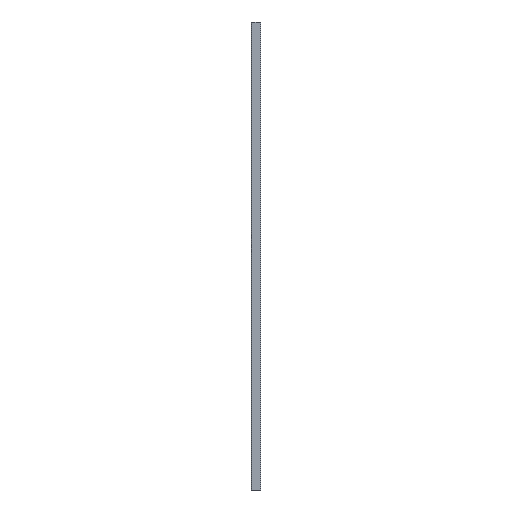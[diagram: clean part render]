
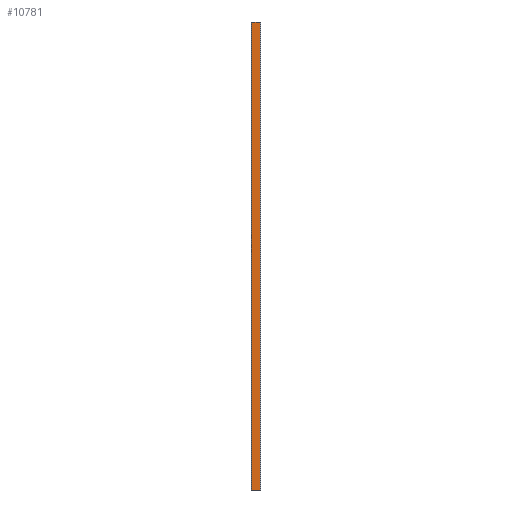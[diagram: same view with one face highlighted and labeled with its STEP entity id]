
A CAD part, left-side view. The second image highlights one B-rep face of the part: STEP entity #10781.
In plain terms, the highlighted planar face has unit normal (-1, 0, 0).
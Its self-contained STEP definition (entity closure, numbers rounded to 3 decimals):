
#368 = EDGE_CURVE ( 'NONE', #20712, #10816, #16781, .T. ) ;
#1063 = CARTESIAN_POINT ( 'NONE',  ( -12., 8., 400. ) ) ;
#1084 = CARTESIAN_POINT ( 'NONE',  ( -12., 0.5, 0. ) ) ;
#1460 = VERTEX_POINT ( 'NONE', #8807 ) ;
#2317 = ORIENTED_EDGE ( 'NONE', *, *, #368, .F. ) ;
#3966 = CARTESIAN_POINT ( 'NONE',  ( -12., 7.5, 400. ) ) ;
#4012 = EDGE_CURVE ( 'NONE', #1460, #15516, #9868, .T. ) ;
#4279 = VECTOR ( 'NONE', #4825, 1000. ) ;
#4770 = DIRECTION ( 'NONE',  ( 0., 0., -1. ) ) ;
#4825 = DIRECTION ( 'NONE',  ( 0., -1., 0. ) ) ;
#4937 = LINE ( 'NONE', #3966, #14324 ) ;
#5855 = DIRECTION ( 'NONE',  ( 0., 0., -1. ) ) ;
#6350 = CARTESIAN_POINT ( 'NONE',  ( -12., 7.5, 400. ) ) ;
#6895 = CARTESIAN_POINT ( 'NONE',  ( -12., 8., 0. ) ) ;
#8420 = EDGE_CURVE ( 'NONE', #20712, #1460, #4937, .T. ) ;
#8717 = ORIENTED_EDGE ( 'NONE', *, *, #8420, .T. ) ;
#8807 = CARTESIAN_POINT ( 'NONE',  ( -12., 7.5, 0. ) ) ;
#9742 = DIRECTION ( 'NONE',  ( 0., 0., 1. ) ) ;
#9868 = LINE ( 'NONE', #6895, #4279 ) ;
#9877 = ORIENTED_EDGE ( 'NONE', *, *, #15805, .T. ) ;
#10781 = ADVANCED_FACE ( 'NONE', ( #19571 ), #15947, .F. ) ;
#10816 = VERTEX_POINT ( 'NONE', #14207 ) ;
#13387 = EDGE_LOOP ( 'NONE', ( #14197, #9877, #2317, #8717 ) ) ;
#14197 = ORIENTED_EDGE ( 'NONE', *, *, #4012, .T. ) ;
#14207 = CARTESIAN_POINT ( 'NONE',  ( -12., 0.5, 400. ) ) ;
#14324 = VECTOR ( 'NONE', #5855, 1000. ) ;
#15068 = VECTOR ( 'NONE', #9742, 1000. ) ;
#15516 = VERTEX_POINT ( 'NONE', #1084 ) ;
#15805 = EDGE_CURVE ( 'NONE', #15516, #10816, #23860, .T. ) ;
#15947 = PLANE ( 'NONE',  #20935 ) ;
#16032 = DIRECTION ( 'NONE',  ( 1., 0., 0. ) ) ;
#16781 = LINE ( 'NONE', #1063, #22937 ) ;
#19571 = FACE_OUTER_BOUND ( 'NONE', #13387, .T. ) ;
#19725 = CARTESIAN_POINT ( 'NONE',  ( -12., 8., 400. ) ) ;
#20712 = VERTEX_POINT ( 'NONE', #6350 ) ;
#20935 = AXIS2_PLACEMENT_3D ( 'NONE', #19725, #16032, #4770 ) ;
#20983 = CARTESIAN_POINT ( 'NONE',  ( -12., 0.5, 400. ) ) ;
#22937 = VECTOR ( 'NONE', #23528, 1000. ) ;
#23528 = DIRECTION ( 'NONE',  ( 0., -1., 0. ) ) ;
#23860 = LINE ( 'NONE', #20983, #15068 ) ;
